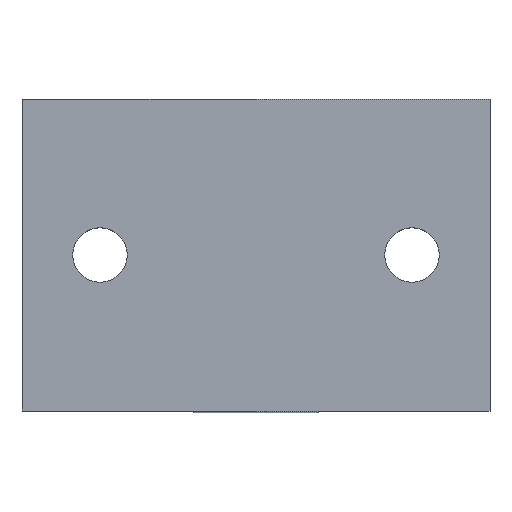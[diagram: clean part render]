
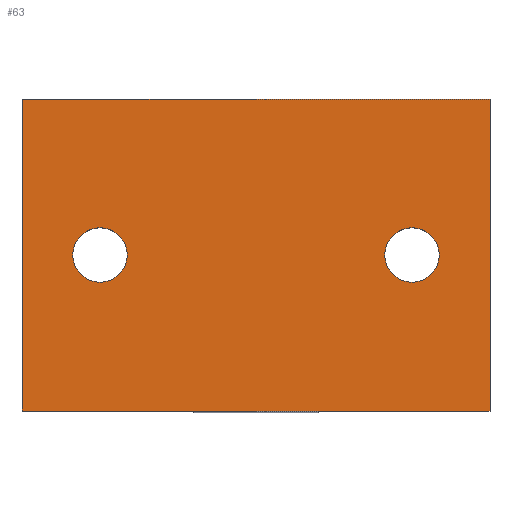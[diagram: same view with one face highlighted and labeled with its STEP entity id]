
A CAD part, top view. The second image highlights one B-rep face of the part: STEP entity #63.
In plain terms, the highlighted planar face has unit normal (0, 0, 1).
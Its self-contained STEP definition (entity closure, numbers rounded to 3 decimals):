
#63=ADVANCED_FACE('',(#145,#147,#149),#151,.T.);
#145=FACE_BOUND('',#146,.T.);
#146=EDGE_LOOP('',(#227,#228,#229,#230));
#147=FACE_BOUND('',#148,.T.);
#148=EDGE_LOOP('',(#231));
#149=FACE_BOUND('',#150,.T.);
#150=EDGE_LOOP('',(#232));
#151=PLANE('',#152);
#152=AXIS2_PLACEMENT_3D('',#153,#154,#155);
#153=CARTESIAN_POINT('',(0.,0.,3.));
#154=DIRECTION('',(0.,0.,1.));
#155=DIRECTION('',(-1.,0.,0.));
#227=ORIENTED_EDGE('',*,*,#267,.T.);
#228=ORIENTED_EDGE('',*,*,#261,.T.);
#229=ORIENTED_EDGE('',*,*,#268,.T.);
#230=ORIENTED_EDGE('',*,*,#254,.T.);
#231=ORIENTED_EDGE('',*,*,#269,.T.);
#232=ORIENTED_EDGE('',*,*,#270,.T.);
#254=EDGE_CURVE('',#296,#294,#297,.T.);
#261=EDGE_CURVE('',#308,#306,#309,.T.);
#267=EDGE_CURVE('',#294,#308,#317,.T.);
#268=EDGE_CURVE('',#306,#296,#318,.T.);
#269=EDGE_CURVE('',#319,#319,#320,.F.);
#270=EDGE_CURVE('',#321,#321,#322,.F.);
#294=VERTEX_POINT('',#372);
#296=VERTEX_POINT('',#376);
#297=LINE('',#377,#378);
#306=VERTEX_POINT('',#398);
#308=VERTEX_POINT('',#402);
#309=LINE('',#403,#404);
#317=LINE('',#425,#426);
#318=LINE('',#428,#429);
#319=VERTEX_POINT('',#431);
#320=CIRCLE('',#432,1.75);
#321=VERTEX_POINT('',#436);
#322=CIRCLE('',#437,1.75);
#372=CARTESIAN_POINT('',(-15.,10.,3.));
#376=CARTESIAN_POINT('',(15.,10.,3.));
#377=CARTESIAN_POINT('',(15.,10.,3.));
#378=VECTOR('',#379,1.);
#379=DIRECTION('',(-1.,0.,0.));
#398=CARTESIAN_POINT('',(15.,-10.,3.));
#402=CARTESIAN_POINT('',(-15.,-10.,3.));
#403=CARTESIAN_POINT('',(-15.,-10.,3.));
#404=VECTOR('',#405,1.);
#405=DIRECTION('',(1.,0.,0.));
#425=CARTESIAN_POINT('',(-15.,10.,3.));
#426=VECTOR('',#427,1.);
#427=DIRECTION('',(0.,-1.,0.));
#428=CARTESIAN_POINT('',(15.,-10.,3.));
#429=VECTOR('',#430,1.);
#430=DIRECTION('',(0.,1.,0.));
#431=CARTESIAN_POINT('',(8.25,0.,3.));
#432=AXIS2_PLACEMENT_3D('',#433,#434,#435);
#433=CARTESIAN_POINT('',(10.,0.,3.));
#434=DIRECTION('',(0.,0.,1.));
#435=DIRECTION('',(-1.,0.,0.));
#436=CARTESIAN_POINT('',(-11.75,0.,3.));
#437=AXIS2_PLACEMENT_3D('',#438,#439,#440);
#438=CARTESIAN_POINT('',(-10.,0.,3.));
#439=DIRECTION('',(0.,0.,1.));
#440=DIRECTION('',(-1.,0.,0.));
